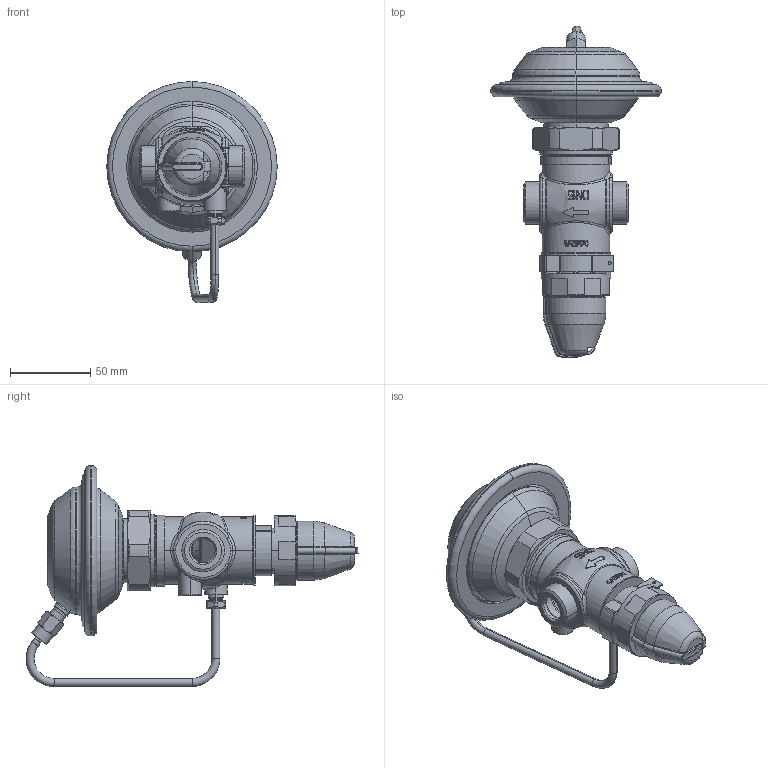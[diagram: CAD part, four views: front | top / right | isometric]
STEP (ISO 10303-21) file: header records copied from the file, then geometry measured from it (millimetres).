
FILE_DESCRIPTION((''),'2;1');
FILE_NAME('003H6736','2015-02-23T',('u317927'),('Danfoss'),'PRO/ENGINEER BY PARAMETRIC TECHNOLOGY CORPORATION, 2014000','PRO/ENGINEER BY PARAMETRIC TECHNOLOGY CORPORATION, 2014000','');
FILE_SCHEMA(('CONFIG_CONTROL_DESIGN'));
Products named in the file (1): 003H6736
Bounding box: 106 x 206.55 x 137.5 mm (x, y, z)
Volume: 204663.4 mm3; surface area: 122815.9 mm2
Topology: 2 solids, 2 shells, 1431 faces, 3576 edges, 2221 vertices
Faces by surface type: plane 619, cylinder 342, cone 188, bspline 142, torus 130, sphere 10
Entity records: 62371 total; most frequent: CARTESIAN_POINT 29918, ORIENTED_EDGE 7112, DIRECTION 6337, EDGE_CURVE 3556, AXIS2_PLACEMENT_3D 2546, VERTEX_POINT 2221, EDGE_LOOP 1551, FACE_OUTER_BOUND 1431
